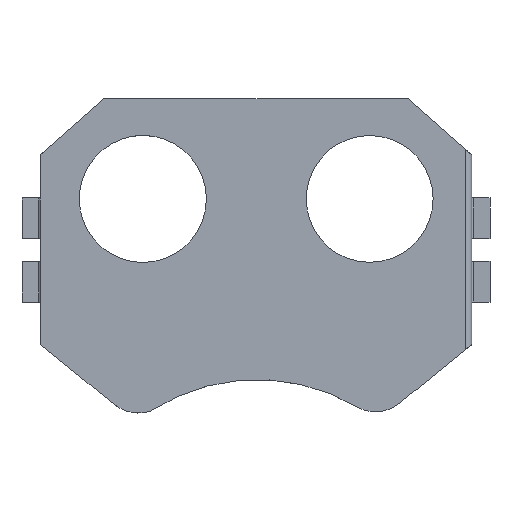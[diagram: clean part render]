
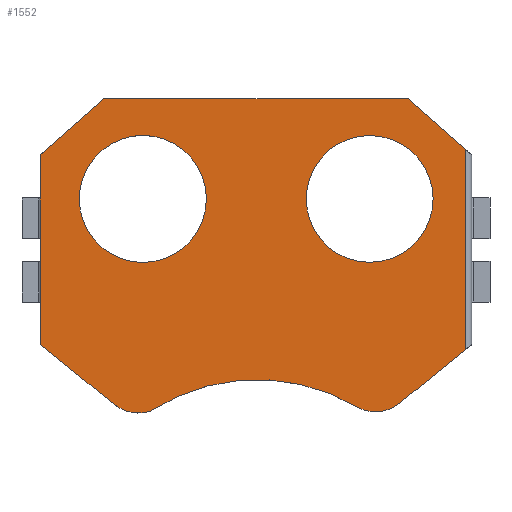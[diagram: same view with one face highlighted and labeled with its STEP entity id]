
A CAD part, top view. The second image highlights one B-rep face of the part: STEP entity #1552.
In plain terms, the highlighted planar face has unit normal (0, 0, 1).
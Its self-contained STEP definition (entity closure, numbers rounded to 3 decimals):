
#841 = VERTEX_POINT('',#842);
#842 = CARTESIAN_POINT('',(-10.563,-5.243,0.3));
#848 = EDGE_CURVE('',#841,#849,#851,.T.);
#849 = VERTEX_POINT('',#850);
#850 = CARTESIAN_POINT('',(-10.563,4.047,0.3));
#851 = LINE('',#852,#853);
#852 = CARTESIAN_POINT('',(-10.563,-5.243,0.3));
#853 = VECTOR('',#854,1.);
#854 = DIRECTION('',(0.,1.,0.));
#986 = EDGE_CURVE('',#841,#987,#989,.T.);
#987 = VERTEX_POINT('',#988);
#988 = CARTESIAN_POINT('',(-6.995,-8.13,0.3));
#989 = LINE('',#990,#991);
#990 = CARTESIAN_POINT('',(-10.563,-5.243,0.3));
#991 = VECTOR('',#992,1.);
#992 = DIRECTION('',(0.777,-0.629,0.));
#1010 = EDGE_CURVE('',#987,#1011,#1013,.T.);
#1011 = VERTEX_POINT('',#1012);
#1012 = CARTESIAN_POINT('',(-5.166,-8.492,0.3));
#1013 = CIRCLE('',#1014,1.9);
#1014 = AXIS2_PLACEMENT_3D('',#1015,#1016,#1017);
#1015 = CARTESIAN_POINT('',(-5.76,-6.687,0.3));
#1016 = DIRECTION('',(0.,0.,1.));
#1017 = DIRECTION('',(1.,0.,0.));
#1035 = VERTEX_POINT('',#1036);
#1036 = CARTESIAN_POINT('',(5.005,-8.334,0.3));
#1042 = EDGE_CURVE('',#1035,#1011,#1043,.T.);
#1043 = CIRCLE('',#1044,9.59);
#1044 = AXIS2_PLACEMENT_3D('',#1045,#1046,#1047);
#1045 = CARTESIAN_POINT('',(0.045,-16.542,0.3));
#1046 = DIRECTION('',(0.,0.,1.));
#1047 = DIRECTION('',(1.,0.,0.));
#1060 = EDGE_CURVE('',#1035,#1061,#1063,.T.);
#1061 = VERTEX_POINT('',#1062);
#1062 = CARTESIAN_POINT('',(6.976,-8.139,0.3));
#1063 = CIRCLE('',#1064,1.9);
#1064 = AXIS2_PLACEMENT_3D('',#1065,#1066,#1067);
#1065 = CARTESIAN_POINT('',(5.83,-6.623,0.3));
#1066 = DIRECTION('',(0.,0.,1.));
#1067 = DIRECTION('',(1.,0.,0.));
#1093 = VERTEX_POINT('',#1094);
#1094 = CARTESIAN_POINT('',(10.238,-5.486,0.3));
#1101 = EDGE_CURVE('',#1093,#1061,#1102,.T.);
#1102 = LINE('',#1103,#1104);
#1103 = CARTESIAN_POINT('',(10.537,-5.243,0.3));
#1104 = VECTOR('',#1105,1.);
#1105 = DIRECTION('',(-0.776,-0.631,0.));
#1237 = VERTEX_POINT('',#1238);
#1238 = CARTESIAN_POINT('',(10.238,4.312,0.3));
#1245 = EDGE_CURVE('',#1237,#1246,#1248,.T.);
#1246 = VERTEX_POINT('',#1247);
#1247 = CARTESIAN_POINT('',(7.447,6.778,0.3));
#1248 = LINE('',#1249,#1250);
#1249 = CARTESIAN_POINT('',(10.537,4.047,0.3));
#1250 = VECTOR('',#1251,1.);
#1251 = DIRECTION('',(-0.749,0.662,0.));
#1354 = VERTEX_POINT('',#1355);
#1355 = CARTESIAN_POINT('',(-7.474,6.778,0.3));
#1361 = EDGE_CURVE('',#1354,#1246,#1362,.T.);
#1362 = LINE('',#1363,#1364);
#1363 = CARTESIAN_POINT('',(-7.474,6.778,0.3));
#1364 = VECTOR('',#1365,1.);
#1365 = DIRECTION('',(1.,0.,0.));
#1457 = EDGE_CURVE('',#1354,#849,#1458,.T.);
#1458 = LINE('',#1459,#1460);
#1459 = CARTESIAN_POINT('',(-7.474,6.778,0.3));
#1460 = VECTOR('',#1461,1.);
#1461 = DIRECTION('',(-0.749,-0.662,0.));
#1480 = VERTEX_POINT('',#1481);
#1481 = CARTESIAN_POINT('',(-2.44,1.888,0.3));
#1487 = EDGE_CURVE('',#1480,#1480,#1488,.T.);
#1488 = CIRCLE('',#1489,3.11);
#1489 = AXIS2_PLACEMENT_3D('',#1490,#1491,#1492);
#1490 = CARTESIAN_POINT('',(-5.55,1.888,0.3));
#1491 = DIRECTION('',(0.,0.,1.));
#1492 = DIRECTION('',(1.,0.,0.));
#1505 = VERTEX_POINT('',#1506);
#1506 = CARTESIAN_POINT('',(8.652,1.888,0.3));
#1512 = EDGE_CURVE('',#1505,#1505,#1513,.T.);
#1513 = CIRCLE('',#1514,3.102);
#1514 = AXIS2_PLACEMENT_3D('',#1515,#1516,#1517);
#1515 = CARTESIAN_POINT('',(5.55,1.888,0.3));
#1516 = DIRECTION('',(0.,0.,1.));
#1517 = DIRECTION('',(1.,0.,0.));
#1552 = ADVANCED_FACE('',(#1553,#1570,#1573),#1576,.F.);
#1553 = FACE_BOUND('',#1554,.F.);
#1554 = EDGE_LOOP('',(#1555,#1556,#1562,#1563,#1564,#1565,#1566,#1567,
    #1568,#1569));
#1555 = ORIENTED_EDGE('',*,*,#1245,.F.);
#1556 = ORIENTED_EDGE('',*,*,#1557,.T.);
#1557 = EDGE_CURVE('',#1237,#1093,#1558,.T.);
#1558 = LINE('',#1559,#1560);
#1559 = CARTESIAN_POINT('',(10.238,4.047,0.3));
#1560 = VECTOR('',#1561,1.);
#1561 = DIRECTION('',(0.,-1.,0.));
#1562 = ORIENTED_EDGE('',*,*,#1101,.T.);
#1563 = ORIENTED_EDGE('',*,*,#1060,.F.);
#1564 = ORIENTED_EDGE('',*,*,#1042,.T.);
#1565 = ORIENTED_EDGE('',*,*,#1010,.F.);
#1566 = ORIENTED_EDGE('',*,*,#986,.F.);
#1567 = ORIENTED_EDGE('',*,*,#848,.T.);
#1568 = ORIENTED_EDGE('',*,*,#1457,.F.);
#1569 = ORIENTED_EDGE('',*,*,#1361,.T.);
#1570 = FACE_BOUND('',#1571,.F.);
#1571 = EDGE_LOOP('',(#1572));
#1572 = ORIENTED_EDGE('',*,*,#1487,.T.);
#1573 = FACE_BOUND('',#1574,.F.);
#1574 = EDGE_LOOP('',(#1575));
#1575 = ORIENTED_EDGE('',*,*,#1512,.T.);
#1576 = PLANE('',#1577);
#1577 = AXIS2_PLACEMENT_3D('',#1578,#1579,#1580);
#1578 = CARTESIAN_POINT('',(-0.016,-0.625,0.3));
#1579 = DIRECTION('',(-0.,-0.,-1.));
#1580 = DIRECTION('',(-1.,0.,0.));
